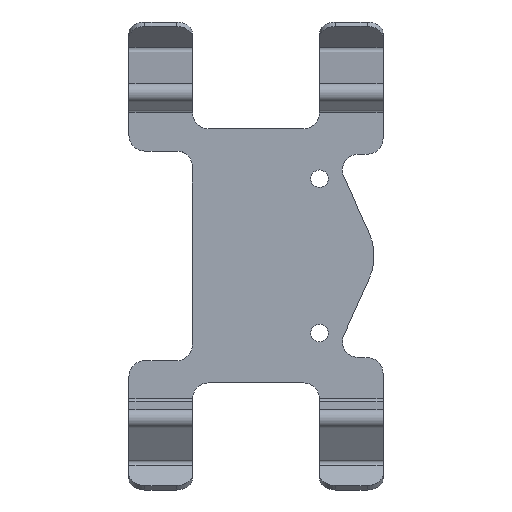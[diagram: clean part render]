
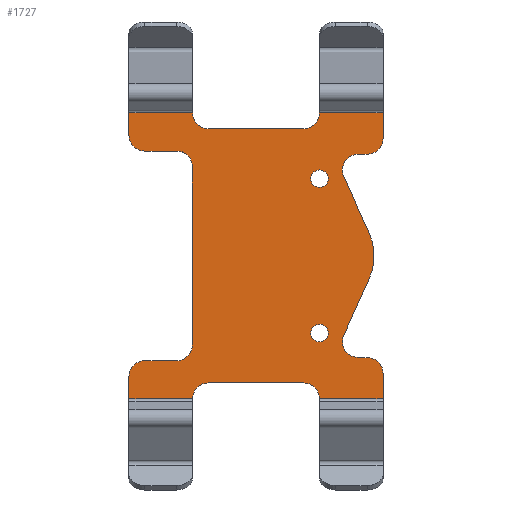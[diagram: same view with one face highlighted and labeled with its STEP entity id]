
A CAD part, top view. The second image highlights one B-rep face of the part: STEP entity #1727.
In plain terms, the highlighted planar face has unit normal (0, 0, 1).
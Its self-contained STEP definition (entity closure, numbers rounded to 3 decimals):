
#20=PLANE('',#1836);
#68=CIRCLE('',#1835,17.2);
#69=CIRCLE('',#1837,2.75);
#70=CIRCLE('',#1838,2.75);
#71=CIRCLE('',#1839,5.);
#72=CIRCLE('',#1840,5.);
#73=CIRCLE('',#1841,5.);
#74=CIRCLE('',#1842,5.);
#75=CIRCLE('',#1843,5.);
#76=CIRCLE('',#1844,5.);
#77=CIRCLE('',#1845,5.);
#78=CIRCLE('',#1846,5.);
#79=CIRCLE('',#1847,5.);
#80=CIRCLE('',#1848,5.);
#81=CIRCLE('',#1849,5.);
#82=CIRCLE('',#1850,5.);
#165=ORIENTED_EDGE('',*,*,#697,.F.);
#166=ORIENTED_EDGE('',*,*,#698,.F.);
#167=ORIENTED_EDGE('',*,*,#699,.T.);
#168=ORIENTED_EDGE('',*,*,#700,.F.);
#169=ORIENTED_EDGE('',*,*,#701,.F.);
#170=ORIENTED_EDGE('',*,*,#702,.T.);
#171=ORIENTED_EDGE('',*,*,#703,.F.);
#172=ORIENTED_EDGE('',*,*,#704,.T.);
#173=ORIENTED_EDGE('',*,*,#705,.F.);
#174=ORIENTED_EDGE('',*,*,#696,.F.);
#175=ORIENTED_EDGE('',*,*,#706,.F.);
#176=ORIENTED_EDGE('',*,*,#707,.T.);
#177=ORIENTED_EDGE('',*,*,#708,.F.);
#178=ORIENTED_EDGE('',*,*,#709,.T.);
#179=ORIENTED_EDGE('',*,*,#710,.F.);
#180=ORIENTED_EDGE('',*,*,#711,.F.);
#181=ORIENTED_EDGE('',*,*,#712,.T.);
#182=ORIENTED_EDGE('',*,*,#713,.F.);
#183=ORIENTED_EDGE('',*,*,#714,.T.);
#184=ORIENTED_EDGE('',*,*,#715,.F.);
#185=ORIENTED_EDGE('',*,*,#716,.F.);
#186=ORIENTED_EDGE('',*,*,#717,.T.);
#187=ORIENTED_EDGE('',*,*,#718,.F.);
#188=ORIENTED_EDGE('',*,*,#719,.T.);
#189=ORIENTED_EDGE('',*,*,#720,.F.);
#190=ORIENTED_EDGE('',*,*,#721,.T.);
#191=ORIENTED_EDGE('',*,*,#722,.F.);
#192=ORIENTED_EDGE('',*,*,#723,.T.);
#193=ORIENTED_EDGE('',*,*,#724,.F.);
#194=ORIENTED_EDGE('',*,*,#725,.F.);
#195=ORIENTED_EDGE('',*,*,#726,.T.);
#196=ORIENTED_EDGE('',*,*,#727,.F.);
#696=EDGE_CURVE('',#962,#960,#68,.T.);
#697=EDGE_CURVE('',#963,#963,#69,.T.);
#698=EDGE_CURVE('',#964,#964,#70,.T.);
#699=EDGE_CURVE('',#965,#966,#71,.T.);
#700=EDGE_CURVE('',#967,#966,#1137,.T.);
#701=EDGE_CURVE('',#968,#967,#1138,.T.);
#702=EDGE_CURVE('',#968,#969,#72,.F.);
#703=EDGE_CURVE('',#970,#969,#1139,.T.);
#704=EDGE_CURVE('',#970,#971,#73,.T.);
#705=EDGE_CURVE('',#960,#971,#1140,.T.);
#706=EDGE_CURVE('',#972,#962,#1141,.T.);
#707=EDGE_CURVE('',#972,#973,#74,.T.);
#708=EDGE_CURVE('',#974,#973,#1142,.T.);
#709=EDGE_CURVE('',#974,#975,#75,.F.);
#710=EDGE_CURVE('',#976,#975,#1143,.T.);
#711=EDGE_CURVE('',#977,#976,#1144,.T.);
#712=EDGE_CURVE('',#977,#978,#76,.T.);
#713=EDGE_CURVE('',#979,#978,#1145,.T.);
#714=EDGE_CURVE('',#979,#980,#77,.T.);
#715=EDGE_CURVE('',#981,#980,#1146,.T.);
#716=EDGE_CURVE('',#982,#981,#1147,.T.);
#717=EDGE_CURVE('',#982,#983,#78,.F.);
#718=EDGE_CURVE('',#984,#983,#1148,.T.);
#719=EDGE_CURVE('',#984,#985,#79,.T.);
#720=EDGE_CURVE('',#986,#985,#1149,.T.);
#721=EDGE_CURVE('',#986,#987,#80,.T.);
#722=EDGE_CURVE('',#988,#987,#1150,.T.);
#723=EDGE_CURVE('',#988,#989,#81,.F.);
#724=EDGE_CURVE('',#990,#989,#1151,.T.);
#725=EDGE_CURVE('',#991,#990,#1152,.T.);
#726=EDGE_CURVE('',#991,#992,#82,.T.);
#727=EDGE_CURVE('',#965,#992,#1153,.T.);
#960=VERTEX_POINT('',#2575);
#962=VERTEX_POINT('',#2579);
#963=VERTEX_POINT('',#2583);
#964=VERTEX_POINT('',#2585);
#965=VERTEX_POINT('',#2587);
#966=VERTEX_POINT('',#2588);
#967=VERTEX_POINT('',#2590);
#968=VERTEX_POINT('',#2592);
#969=VERTEX_POINT('',#2594);
#970=VERTEX_POINT('',#2596);
#971=VERTEX_POINT('',#2598);
#972=VERTEX_POINT('',#2601);
#973=VERTEX_POINT('',#2603);
#974=VERTEX_POINT('',#2605);
#975=VERTEX_POINT('',#2607);
#976=VERTEX_POINT('',#2609);
#977=VERTEX_POINT('',#2611);
#978=VERTEX_POINT('',#2613);
#979=VERTEX_POINT('',#2615);
#980=VERTEX_POINT('',#2617);
#981=VERTEX_POINT('',#2619);
#982=VERTEX_POINT('',#2621);
#983=VERTEX_POINT('',#2623);
#984=VERTEX_POINT('',#2625);
#985=VERTEX_POINT('',#2627);
#986=VERTEX_POINT('',#2629);
#987=VERTEX_POINT('',#2631);
#988=VERTEX_POINT('',#2633);
#989=VERTEX_POINT('',#2635);
#990=VERTEX_POINT('',#2637);
#991=VERTEX_POINT('',#2639);
#992=VERTEX_POINT('',#2641);
#1137=LINE('',#2589,#1309);
#1138=LINE('',#2591,#1310);
#1139=LINE('',#2595,#1311);
#1140=LINE('',#2599,#1312);
#1141=LINE('',#2600,#1313);
#1142=LINE('',#2604,#1314);
#1143=LINE('',#2608,#1315);
#1144=LINE('',#2610,#1316);
#1145=LINE('',#2614,#1317);
#1146=LINE('',#2618,#1318);
#1147=LINE('',#2620,#1319);
#1148=LINE('',#2624,#1320);
#1149=LINE('',#2628,#1321);
#1150=LINE('',#2632,#1322);
#1151=LINE('',#2636,#1323);
#1152=LINE('',#2638,#1324);
#1153=LINE('',#2642,#1325);
#1309=VECTOR('',#2039,1000.);
#1310=VECTOR('',#2040,1000.);
#1311=VECTOR('',#2043,1000.);
#1312=VECTOR('',#2046,1000.);
#1313=VECTOR('',#2047,1000.);
#1314=VECTOR('',#2050,1000.);
#1315=VECTOR('',#2053,1000.);
#1316=VECTOR('',#2054,1000.);
#1317=VECTOR('',#2057,1000.);
#1318=VECTOR('',#2060,1000.);
#1319=VECTOR('',#2061,1000.);
#1320=VECTOR('',#2064,1000.);
#1321=VECTOR('',#2067,1000.);
#1322=VECTOR('',#2070,1000.);
#1323=VECTOR('',#2073,1000.);
#1324=VECTOR('',#2074,1000.);
#1325=VECTOR('',#2077,1000.);
#1480=EDGE_LOOP('',(#165));
#1481=EDGE_LOOP('',(#166));
#1482=EDGE_LOOP('',(#167,#168,#169,#170,#171,#172,#173,#174,#175,#176,#177,
#178,#179,#180,#181,#182,#183,#184,#185,#186,#187,#188,#189,#190,#191,#192,
#193,#194,#195,#196));
#1580=FACE_BOUND('',#1480,.T.);
#1581=FACE_BOUND('',#1481,.T.);
#1582=FACE_BOUND('',#1482,.T.);
#1727=ADVANCED_FACE('',(#1580,#1581,#1582),#20,.F.);
#1835=AXIS2_PLACEMENT_3D('',#2580,#2029,#2030);
#1836=AXIS2_PLACEMENT_3D('',#2581,#2031,#2032);
#1837=AXIS2_PLACEMENT_3D('',#2582,#2033,#2034);
#1838=AXIS2_PLACEMENT_3D('',#2584,#2035,#2036);
#1839=AXIS2_PLACEMENT_3D('',#2586,#2037,#2038);
#1840=AXIS2_PLACEMENT_3D('',#2593,#2041,#2042);
#1841=AXIS2_PLACEMENT_3D('',#2597,#2044,#2045);
#1842=AXIS2_PLACEMENT_3D('',#2602,#2048,#2049);
#1843=AXIS2_PLACEMENT_3D('',#2606,#2051,#2052);
#1844=AXIS2_PLACEMENT_3D('',#2612,#2055,#2056);
#1845=AXIS2_PLACEMENT_3D('',#2616,#2058,#2059);
#1846=AXIS2_PLACEMENT_3D('',#2622,#2062,#2063);
#1847=AXIS2_PLACEMENT_3D('',#2626,#2065,#2066);
#1848=AXIS2_PLACEMENT_3D('',#2630,#2068,#2069);
#1849=AXIS2_PLACEMENT_3D('',#2634,#2071,#2072);
#1850=AXIS2_PLACEMENT_3D('',#2640,#2075,#2076);
#2029=DIRECTION('',(0.,0.,-1.));
#2030=DIRECTION('',(1.,0.,0.));
#2031=DIRECTION('',(0.,0.,-1.));
#2032=DIRECTION('',(-1.,0.,0.));
#2033=DIRECTION('',(0.,0.,1.));
#2034=DIRECTION('',(0.,-1.,0.));
#2035=DIRECTION('',(0.,0.,1.));
#2036=DIRECTION('',(0.,-1.,0.));
#2037=DIRECTION('',(0.,0.,-1.));
#2038=DIRECTION('',(-1.,0.,0.));
#2039=DIRECTION('',(-1.,0.,0.));
#2040=DIRECTION('',(0.,-1.,0.));
#2041=DIRECTION('',(0.,0.,-1.));
#2042=DIRECTION('',(-1.,0.,0.));
#2043=DIRECTION('',(1.,0.,0.));
#2044=DIRECTION('',(0.,0.,-1.));
#2045=DIRECTION('',(-1.,0.,0.));
#2046=DIRECTION('',(-0.409,-0.912,0.));
#2047=DIRECTION('',(0.409,-0.912,0.));
#2048=DIRECTION('',(0.,0.,-1.));
#2049=DIRECTION('',(-1.,0.,0.));
#2050=DIRECTION('',(-1.,0.,0.));
#2051=DIRECTION('',(0.,0.,-1.));
#2052=DIRECTION('',(-1.,0.,0.));
#2053=DIRECTION('',(0.,-1.,0.));
#2054=DIRECTION('',(1.,0.,0.));
#2055=DIRECTION('',(0.,0.,-1.));
#2056=DIRECTION('',(-1.,0.,0.));
#2057=DIRECTION('',(1.,0.,0.));
#2058=DIRECTION('',(0.,0.,-1.));
#2059=DIRECTION('',(-1.,0.,0.));
#2060=DIRECTION('',(1.,0.,0.));
#2061=DIRECTION('',(0.,1.,0.));
#2062=DIRECTION('',(0.,0.,-1.));
#2063=DIRECTION('',(-1.,0.,0.));
#2064=DIRECTION('',(-1.,0.,0.));
#2065=DIRECTION('',(0.,0.,-1.));
#2066=DIRECTION('',(-1.,0.,0.));
#2067=DIRECTION('',(0.,1.,0.));
#2068=DIRECTION('',(0.,0.,-1.));
#2069=DIRECTION('',(-1.,0.,0.));
#2070=DIRECTION('',(1.,0.,0.));
#2071=DIRECTION('',(0.,0.,-1.));
#2072=DIRECTION('',(-1.,0.,0.));
#2073=DIRECTION('',(0.,1.,0.));
#2074=DIRECTION('',(-1.,0.,0.));
#2075=DIRECTION('',(0.,0.,-1.));
#2076=DIRECTION('',(-1.,0.,0.));
#2077=DIRECTION('',(-1.,0.,0.));
#2575=CARTESIAN_POINT('',(35.692,-7.043,2.));
#2579=CARTESIAN_POINT('',(35.692,7.043,2.));
#2580=CARTESIAN_POINT('',(20.,0.,2.));
#2581=CARTESIAN_POINT('',(0.,0.,2.));
#2582=CARTESIAN_POINT('',(20.,-24.3,2.));
#2583=CARTESIAN_POINT('',(20.,-27.05,2.));
#2584=CARTESIAN_POINT('',(20.,24.3,2.));
#2585=CARTESIAN_POINT('',(20.,21.55,2.));
#2586=CARTESIAN_POINT('',(15.,-45.,2.));
#2587=CARTESIAN_POINT('',(15.,-40.,2.));
#2588=CARTESIAN_POINT('',(20.,-45.,2.));
#2589=CARTESIAN_POINT('',(20.,-45.,2.));
#2590=CARTESIAN_POINT('',(40.,-45.,2.));
#2591=CARTESIAN_POINT('',(40.,-45.,2.));
#2592=CARTESIAN_POINT('',(40.,-37.,2.));
#2593=CARTESIAN_POINT('',(35.,-37.,2.));
#2594=CARTESIAN_POINT('',(35.,-32.,2.));
#2595=CARTESIAN_POINT('',(20.,-32.,2.));
#2596=CARTESIAN_POINT('',(32.215,-32.,2.));
#2597=CARTESIAN_POINT('',(32.215,-27.,2.));
#2598=CARTESIAN_POINT('',(27.654,-24.953,2.));
#2599=CARTESIAN_POINT('',(35.692,-7.043,2.));
#2600=CARTESIAN_POINT('',(26.614,27.269,2.));
#2601=CARTESIAN_POINT('',(27.654,24.953,2.));
#2602=CARTESIAN_POINT('',(32.215,27.,2.));
#2603=CARTESIAN_POINT('',(32.215,32.,2.));
#2604=CARTESIAN_POINT('',(40.,32.,2.));
#2605=CARTESIAN_POINT('',(35.,32.,2.));
#2606=CARTESIAN_POINT('',(35.,37.,2.));
#2607=CARTESIAN_POINT('',(40.,37.,2.));
#2608=CARTESIAN_POINT('',(40.,45.,2.));
#2609=CARTESIAN_POINT('',(40.,45.,2.));
#2610=CARTESIAN_POINT('',(20.,45.,2.));
#2611=CARTESIAN_POINT('',(20.,45.,2.));
#2612=CARTESIAN_POINT('',(15.,45.,2.));
#2613=CARTESIAN_POINT('',(15.,40.,2.));
#2614=CARTESIAN_POINT('',(-20.,40.,2.));
#2615=CARTESIAN_POINT('',(-15.,40.,2.));
#2616=CARTESIAN_POINT('',(-15.,45.,2.));
#2617=CARTESIAN_POINT('',(-20.,45.,2.));
#2618=CARTESIAN_POINT('',(-40.,45.,2.));
#2619=CARTESIAN_POINT('',(-40.,45.,2.));
#2620=CARTESIAN_POINT('',(-40.,33.,2.));
#2621=CARTESIAN_POINT('',(-40.,38.,2.));
#2622=CARTESIAN_POINT('',(-35.,38.,2.));
#2623=CARTESIAN_POINT('',(-35.,33.,2.));
#2624=CARTESIAN_POINT('',(-20.,33.,2.));
#2625=CARTESIAN_POINT('',(-25.,33.,2.));
#2626=CARTESIAN_POINT('',(-25.,28.,2.));
#2627=CARTESIAN_POINT('',(-20.,28.,2.));
#2628=CARTESIAN_POINT('',(-20.,0.,2.));
#2629=CARTESIAN_POINT('',(-20.,-28.,2.));
#2630=CARTESIAN_POINT('',(-25.,-28.,2.));
#2631=CARTESIAN_POINT('',(-25.,-33.,2.));
#2632=CARTESIAN_POINT('',(-20.,-33.,2.));
#2633=CARTESIAN_POINT('',(-35.,-33.,2.));
#2634=CARTESIAN_POINT('',(-35.,-38.,2.));
#2635=CARTESIAN_POINT('',(-40.,-38.,2.));
#2636=CARTESIAN_POINT('',(-40.,-33.,2.));
#2637=CARTESIAN_POINT('',(-40.,-45.,2.));
#2638=CARTESIAN_POINT('',(-20.,-45.,2.));
#2639=CARTESIAN_POINT('',(-20.,-45.,2.));
#2640=CARTESIAN_POINT('',(-15.,-45.,2.));
#2641=CARTESIAN_POINT('',(-15.,-40.,2.));
#2642=CARTESIAN_POINT('',(-20.,-40.,2.));
